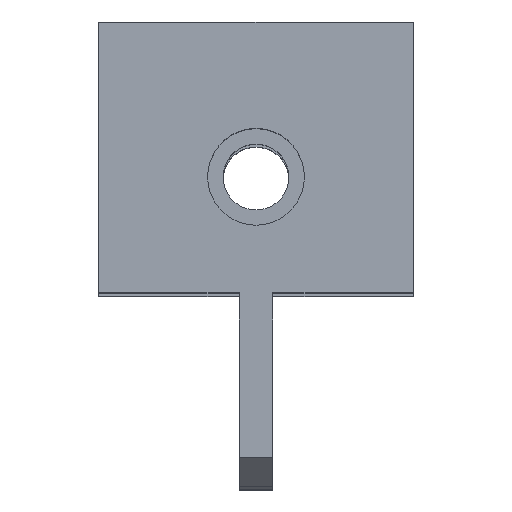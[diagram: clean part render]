
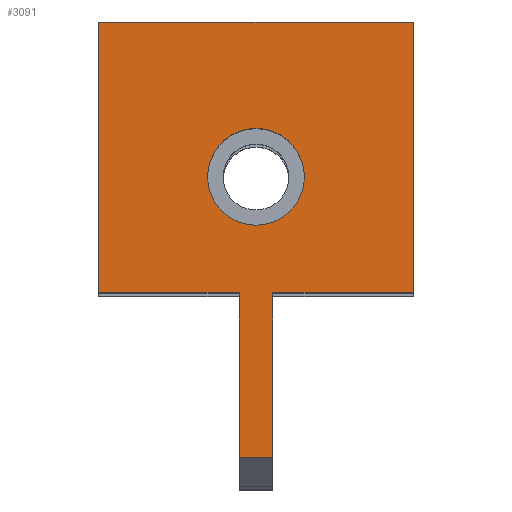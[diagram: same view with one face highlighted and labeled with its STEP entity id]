
A CAD part, top view. The second image highlights one B-rep face of the part: STEP entity #3091.
In plain terms, the highlighted planar face has unit normal (0, 0, 1).
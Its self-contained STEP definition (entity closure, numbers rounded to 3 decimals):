
#15 = CARTESIAN_POINT ( 'NONE',  ( -1.75, -5., 107. ) ) ;
#20 = DIRECTION ( 'NONE',  ( 0., 1., 0. ) ) ;
#99 = DIRECTION ( 'NONE',  ( 0., 1., 0. ) ) ;
#198 = CARTESIAN_POINT ( 'NONE',  ( -16.25, -5., 107. ) ) ;
#262 = VERTEX_POINT ( 'NONE', #1579 ) ;
#327 = EDGE_LOOP ( 'NONE', ( #2019, #3546, #809, #396, #2624, #2331, #2318, #3132 ) ) ;
#396 = ORIENTED_EDGE ( 'NONE', *, *, #1594, .T. ) ;
#475 = EDGE_CURVE ( 'NONE', #2125, #2109, #1383, .T. ) ;
#731 = AXIS2_PLACEMENT_3D ( 'NONE', #2951, #2059, #4200 ) ;
#737 = DIRECTION ( 'NONE',  ( 1., 0., 0. ) ) ;
#799 = CARTESIAN_POINT ( 'NONE',  ( 1.75, -5., 107. ) ) ;
#809 = ORIENTED_EDGE ( 'NONE', *, *, #475, .T. ) ;
#839 = CARTESIAN_POINT ( 'NONE',  ( -1.75, -5., 107. ) ) ;
#880 = LINE ( 'NONE', #1802, #1128 ) ;
#881 = DIRECTION ( 'NONE',  ( 0., 0., 1. ) ) ;
#885 = VECTOR ( 'NONE', #1937, 1000. ) ;
#900 = CARTESIAN_POINT ( 'NONE',  ( 0., 7., 107. ) ) ;
#915 = VERTEX_POINT ( 'NONE', #2941 ) ;
#1005 = VECTOR ( 'NONE', #20, 1000. ) ;
#1047 = VERTEX_POINT ( 'NONE', #3718 ) ;
#1128 = VECTOR ( 'NONE', #3074, 1000. ) ;
#1177 = CARTESIAN_POINT ( 'NONE',  ( 0., 7., 107. ) ) ;
#1230 = DIRECTION ( 'NONE',  ( 1., 0., 0. ) ) ;
#1241 = EDGE_CURVE ( 'NONE', #4101, #1915, #1434, .T. ) ;
#1383 = LINE ( 'NONE', #2208, #1005 ) ;
#1390 = CIRCLE ( 'NONE', #1996, 5. ) ;
#1410 = CARTESIAN_POINT ( 'NONE',  ( 16.25, 23., 107. ) ) ;
#1414 = VERTEX_POINT ( 'NONE', #2497 ) ;
#1434 = LINE ( 'NONE', #2255, #1878 ) ;
#1439 = VECTOR ( 'NONE', #2887, 1000. ) ;
#1522 = CARTESIAN_POINT ( 'NONE',  ( 16.25, -5., 107. ) ) ;
#1579 = CARTESIAN_POINT ( 'NONE',  ( -5., 7., 107. ) ) ;
#1594 = EDGE_CURVE ( 'NONE', #2109, #4101, #4176, .T. ) ;
#1631 = DIRECTION ( 'NONE',  ( 0., 0., 1. ) ) ;
#1680 = EDGE_CURVE ( 'NONE', #1745, #915, #3186, .T. ) ;
#1745 = VERTEX_POINT ( 'NONE', #15 ) ;
#1802 = CARTESIAN_POINT ( 'NONE',  ( -16.25, 23., 107. ) ) ;
#1815 = LINE ( 'NONE', #839, #885 ) ;
#1878 = VECTOR ( 'NONE', #99, 1000. ) ;
#1888 = EDGE_CURVE ( 'NONE', #1414, #1745, #1815, .T. ) ;
#1915 = VERTEX_POINT ( 'NONE', #1410 ) ;
#1937 = DIRECTION ( 'NONE',  ( 0., 1., 0. ) ) ;
#1941 = ORIENTED_EDGE ( 'NONE', *, *, #3771, .F. ) ;
#1996 = AXIS2_PLACEMENT_3D ( 'NONE', #1177, #1631, #737 ) ;
#2019 = ORIENTED_EDGE ( 'NONE', *, *, #1888, .F. ) ;
#2024 = DIRECTION ( 'NONE',  ( 0., 1., 0. ) ) ;
#2059 = DIRECTION ( 'NONE',  ( 0., 0., -1. ) ) ;
#2106 = CIRCLE ( 'NONE', #2260, 5. ) ;
#2109 = VERTEX_POINT ( 'NONE', #799 ) ;
#2125 = VERTEX_POINT ( 'NONE', #4170 ) ;
#2165 = PLANE ( 'NONE',  #731 ) ;
#2178 = VECTOR ( 'NONE', #2024, 1000. ) ;
#2193 = VECTOR ( 'NONE', #2659, 1000. ) ;
#2208 = CARTESIAN_POINT ( 'NONE',  ( 1.75, -5., 107. ) ) ;
#2255 = CARTESIAN_POINT ( 'NONE',  ( 16.25, 0., 107. ) ) ;
#2260 = AXIS2_PLACEMENT_3D ( 'NONE', #900, #881, #1230 ) ;
#2318 = ORIENTED_EDGE ( 'NONE', *, *, #4168, .F. ) ;
#2331 = ORIENTED_EDGE ( 'NONE', *, *, #3178, .T. ) ;
#2379 = FACE_OUTER_BOUND ( 'NONE', #327, .T. ) ;
#2497 = CARTESIAN_POINT ( 'NONE',  ( -1.75, -22., 107. ) ) ;
#2515 = CARTESIAN_POINT ( 'NONE',  ( 16.25, -5., 107. ) ) ;
#2586 = LINE ( 'NONE', #3803, #1439 ) ;
#2606 = EDGE_LOOP ( 'NONE', ( #2737, #1941 ) ) ;
#2624 = ORIENTED_EDGE ( 'NONE', *, *, #1241, .T. ) ;
#2659 = DIRECTION ( 'NONE',  ( 1., 0., 0. ) ) ;
#2717 = FACE_BOUND ( 'NONE', #2606, .T. ) ;
#2737 = ORIENTED_EDGE ( 'NONE', *, *, #3297, .F. ) ;
#2887 = DIRECTION ( 'NONE',  ( 1., 0., 0. ) ) ;
#2926 = DIRECTION ( 'NONE',  ( -1., 0., 0. ) ) ;
#2941 = CARTESIAN_POINT ( 'NONE',  ( -16.25, -5., 107. ) ) ;
#2951 = CARTESIAN_POINT ( 'NONE',  ( 0., 0., 107. ) ) ;
#2968 = LINE ( 'NONE', #4056, #2178 ) ;
#3029 = CARTESIAN_POINT ( 'NONE',  ( 5., 7., 107. ) ) ;
#3074 = DIRECTION ( 'NONE',  ( -1., 0., 0. ) ) ;
#3091 = ADVANCED_FACE ( 'NONE', ( #2717, #2379 ), #2165, .F. ) ;
#3132 = ORIENTED_EDGE ( 'NONE', *, *, #1680, .F. ) ;
#3178 = EDGE_CURVE ( 'NONE', #1915, #1047, #880, .T. ) ;
#3186 = LINE ( 'NONE', #198, #4194 ) ;
#3288 = EDGE_CURVE ( 'NONE', #1414, #2125, #2586, .T. ) ;
#3297 = EDGE_CURVE ( 'NONE', #3448, #262, #1390, .T. ) ;
#3448 = VERTEX_POINT ( 'NONE', #3029 ) ;
#3546 = ORIENTED_EDGE ( 'NONE', *, *, #3288, .T. ) ;
#3718 = CARTESIAN_POINT ( 'NONE',  ( -16.25, 23., 107. ) ) ;
#3771 = EDGE_CURVE ( 'NONE', #262, #3448, #2106, .T. ) ;
#3803 = CARTESIAN_POINT ( 'NONE',  ( 1.75, -22., 107. ) ) ;
#4056 = CARTESIAN_POINT ( 'NONE',  ( -16.25, 0., 107. ) ) ;
#4101 = VERTEX_POINT ( 'NONE', #2515 ) ;
#4168 = EDGE_CURVE ( 'NONE', #915, #1047, #2968, .T. ) ;
#4170 = CARTESIAN_POINT ( 'NONE',  ( 1.75, -22., 107. ) ) ;
#4176 = LINE ( 'NONE', #1522, #2193 ) ;
#4194 = VECTOR ( 'NONE', #2926, 1000. ) ;
#4200 = DIRECTION ( 'NONE',  ( -1., 0., 0. ) ) ;
